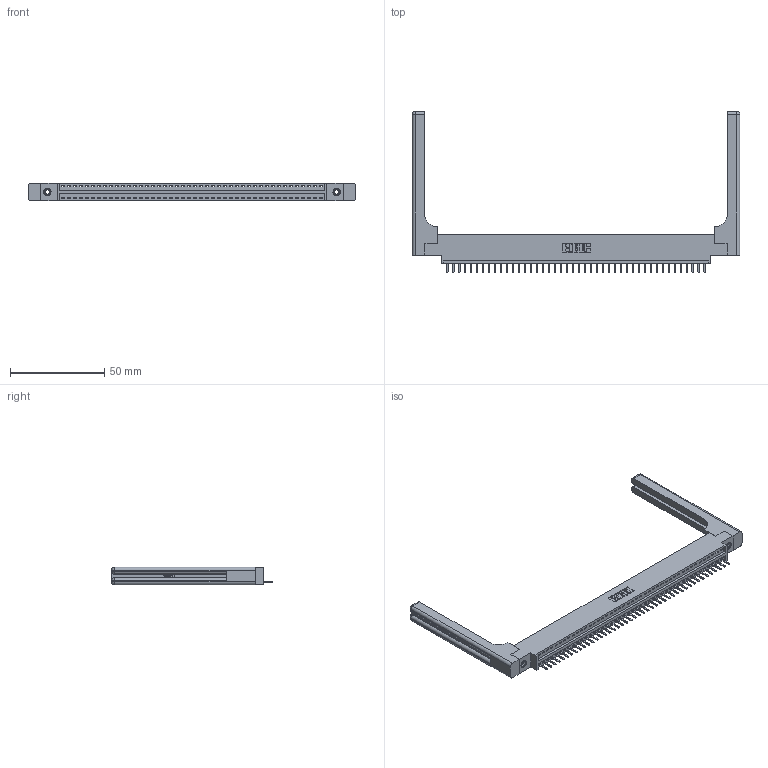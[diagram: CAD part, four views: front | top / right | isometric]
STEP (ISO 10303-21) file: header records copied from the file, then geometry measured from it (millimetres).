
FILE_DESCRIPTION (( 'STEP AP203' ), '1' );
FILE_NAME ('346-044-520-658.STEP', '2022-05-09T16:42:45', ( '' ), ( '' ), 'SwSTEP 2.0', 'SolidWorks 2020', '' );
FILE_SCHEMA (( 'CONFIG_CONTROL_DESIGN' ));
Length unit declared in the file: inch
Products named in the file (5): 346 Part_0.170 Offset - 0.156 Dia-TH; 346-220-058_345-220-058; 345-292-001_345-293-120; 345-250-001_345-250-001-102; 346-044-520-658
Assembly tree (49 placements, depth 2):
  346-044-520-658
    346 Part_0.170 Offset - 0.156 Dia-TH
    345-292-001_345-293-120  x44
    345-250-001_345-250-001-102  x2
    346-220-058_345-220-058  x2
Bounding box: 173.76 x 85.29 x 9.4 mm (x, y, z)
Volume: 23865.7 mm3; surface area: 25393.3 mm2
Topology: 49 solids, 49 shells, 3124 faces, 9139 edges, 5954 vertices
Faces by surface type: plane 2090, cylinder 974, bspline 36, cone 12, sphere 8, torus 4
Entity records: 32882 total; most frequent: CARTESIAN_POINT 6631, ORIENTED_EDGE 5392, DIRECTION 4764, EDGE_CURVE 2696, VECTOR 2292, LINE 2292, VERTEX_POINT 1786, AXIS2_PLACEMENT_3D 1236
